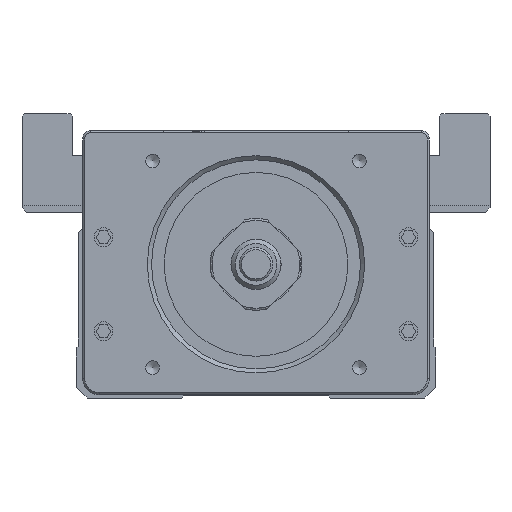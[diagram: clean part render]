
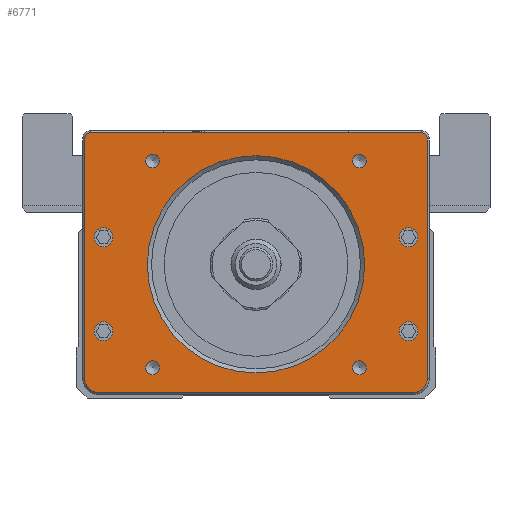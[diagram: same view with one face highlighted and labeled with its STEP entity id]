
A CAD part, front view. The second image highlights one B-rep face of the part: STEP entity #6771.
In plain terms, the highlighted planar face has unit normal (0, -1, 0).
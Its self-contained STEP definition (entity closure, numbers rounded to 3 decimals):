
#400=PLANE('',#22888);
#2632=LINE('',#32024,#4807);
#2633=LINE('',#32029,#4808);
#2634=LINE('',#32033,#4809);
#2635=LINE('',#32037,#4810);
#4807=VECTOR('',#25356,1.);
#4808=VECTOR('',#25359,1.);
#4809=VECTOR('',#25362,1.);
#4810=VECTOR('',#25365,1.);
#6771=ADVANCED_FACE('',(#8361,#8362,#8363,#8364,#8365,#8366,#8367,#8368,
#8369,#8370),#400,.F.);
#8361=FACE_BOUND('',#9171,.T.);
#8362=FACE_BOUND('',#9172,.T.);
#8363=FACE_BOUND('',#9173,.T.);
#8364=FACE_BOUND('',#9174,.T.);
#8365=FACE_BOUND('',#9175,.T.);
#8366=FACE_BOUND('',#9176,.T.);
#8367=FACE_BOUND('',#9177,.T.);
#8368=FACE_BOUND('',#9178,.T.);
#8369=FACE_BOUND('',#9179,.T.);
#8370=FACE_BOUND('',#9180,.T.);
#9171=EDGE_LOOP('',(#11295));
#9172=EDGE_LOOP('',(#11296));
#9173=EDGE_LOOP('',(#11297));
#9174=EDGE_LOOP('',(#11298));
#9175=EDGE_LOOP('',(#11299));
#9176=EDGE_LOOP('',(#11300,#11301,#11302,#11303,#11304,#11305,#11306,#11307));
#9177=EDGE_LOOP('',(#11308));
#9178=EDGE_LOOP('',(#11309));
#9179=EDGE_LOOP('',(#11310));
#9180=EDGE_LOOP('',(#11311));
#11295=ORIENTED_EDGE('',*,*,#19402,.T.);
#11296=ORIENTED_EDGE('',*,*,#19403,.T.);
#11297=ORIENTED_EDGE('',*,*,#19404,.T.);
#11298=ORIENTED_EDGE('',*,*,#19405,.T.);
#11299=ORIENTED_EDGE('',*,*,#19406,.T.);
#11300=ORIENTED_EDGE('',*,*,#19407,.T.);
#11301=ORIENTED_EDGE('',*,*,#19408,.T.);
#11302=ORIENTED_EDGE('',*,*,#19409,.T.);
#11303=ORIENTED_EDGE('',*,*,#19410,.T.);
#11304=ORIENTED_EDGE('',*,*,#19411,.T.);
#11305=ORIENTED_EDGE('',*,*,#19412,.T.);
#11306=ORIENTED_EDGE('',*,*,#19413,.T.);
#11307=ORIENTED_EDGE('',*,*,#19414,.T.);
#11308=ORIENTED_EDGE('',*,*,#19415,.T.);
#11309=ORIENTED_EDGE('',*,*,#19416,.T.);
#11310=ORIENTED_EDGE('',*,*,#19417,.T.);
#11311=ORIENTED_EDGE('',*,*,#19418,.T.);
#17223=VERTEX_POINT('',#32015);
#17224=VERTEX_POINT('',#32017);
#17225=VERTEX_POINT('',#32019);
#17226=VERTEX_POINT('',#32021);
#17227=VERTEX_POINT('',#32023);
#17228=VERTEX_POINT('',#32025);
#17229=VERTEX_POINT('',#32026);
#17230=VERTEX_POINT('',#32028);
#17231=VERTEX_POINT('',#32030);
#17232=VERTEX_POINT('',#32032);
#17233=VERTEX_POINT('',#32034);
#17234=VERTEX_POINT('',#32036);
#17235=VERTEX_POINT('',#32038);
#17236=VERTEX_POINT('',#32041);
#17237=VERTEX_POINT('',#32043);
#17238=VERTEX_POINT('',#32045);
#17239=VERTEX_POINT('',#32047);
#19402=EDGE_CURVE('',#17223,#17223,#22101,.T.);
#19403=EDGE_CURVE('',#17224,#17224,#22102,.T.);
#19404=EDGE_CURVE('',#17225,#17225,#22103,.T.);
#19405=EDGE_CURVE('',#17226,#17226,#22104,.T.);
#19406=EDGE_CURVE('',#17227,#17227,#22105,.T.);
#19407=EDGE_CURVE('',#17228,#17229,#2632,.T.);
#19408=EDGE_CURVE('',#17229,#17230,#22106,.T.);
#19409=EDGE_CURVE('',#17230,#17231,#2633,.T.);
#19410=EDGE_CURVE('',#17231,#17232,#22107,.T.);
#19411=EDGE_CURVE('',#17232,#17233,#2634,.T.);
#19412=EDGE_CURVE('',#17233,#17234,#22108,.T.);
#19413=EDGE_CURVE('',#17234,#17235,#2635,.T.);
#19414=EDGE_CURVE('',#17235,#17228,#22109,.T.);
#19415=EDGE_CURVE('',#17236,#17236,#22110,.T.);
#19416=EDGE_CURVE('',#17237,#17237,#22111,.T.);
#19417=EDGE_CURVE('',#17238,#17238,#22112,.T.);
#19418=EDGE_CURVE('',#17239,#17239,#22113,.T.);
#22101=CIRCLE('',#22875,26.);
#22102=CIRCLE('',#22876,1.65);
#22103=CIRCLE('',#22877,1.65);
#22104=CIRCLE('',#22878,1.65);
#22105=CIRCLE('',#22879,1.65);
#22106=CIRCLE('',#22880,1.5);
#22107=CIRCLE('',#22881,1.5);
#22108=CIRCLE('',#22882,3.5);
#22109=CIRCLE('',#22883,3.5);
#22110=CIRCLE('',#22884,2.25);
#22111=CIRCLE('',#22885,2.25);
#22112=CIRCLE('',#22886,2.25);
#22113=CIRCLE('',#22887,2.25);
#22875=AXIS2_PLACEMENT_3D('',#32014,#25346,#25347);
#22876=AXIS2_PLACEMENT_3D('',#32016,#25348,#25349);
#22877=AXIS2_PLACEMENT_3D('',#32018,#25350,#25351);
#22878=AXIS2_PLACEMENT_3D('',#32020,#25352,#25353);
#22879=AXIS2_PLACEMENT_3D('',#32022,#25354,#25355);
#22880=AXIS2_PLACEMENT_3D('',#32027,#25357,#25358);
#22881=AXIS2_PLACEMENT_3D('',#32031,#25360,#25361);
#22882=AXIS2_PLACEMENT_3D('',#32035,#25363,#25364);
#22883=AXIS2_PLACEMENT_3D('',#32039,#25366,#25367);
#22884=AXIS2_PLACEMENT_3D('',#32040,#25368,#25369);
#22885=AXIS2_PLACEMENT_3D('',#32042,#25370,#25371);
#22886=AXIS2_PLACEMENT_3D('',#32044,#25372,#25373);
#22887=AXIS2_PLACEMENT_3D('',#32046,#25374,#25375);
#22888=AXIS2_PLACEMENT_3D('',#32048,#25376,#25377);
#25346=DIRECTION('',(0.,1.,0.));
#25347=DIRECTION('',(0.,0.,1.));
#25348=DIRECTION('',(0.,1.,0.));
#25349=DIRECTION('',(0.,0.,1.));
#25350=DIRECTION('',(0.,1.,0.));
#25351=DIRECTION('',(0.,0.,1.));
#25352=DIRECTION('',(0.,1.,0.));
#25353=DIRECTION('',(0.,0.,1.));
#25354=DIRECTION('',(0.,1.,0.));
#25355=DIRECTION('',(0.,0.,1.));
#25356=DIRECTION('',(0.,0.,1.));
#25357=DIRECTION('',(0.,-1.,0.));
#25358=DIRECTION('',(0.,0.,1.));
#25359=DIRECTION('',(-1.,0.,0.));
#25360=DIRECTION('',(0.,-1.,0.));
#25361=DIRECTION('',(0.,0.,1.));
#25362=DIRECTION('',(0.,0.,-1.));
#25363=DIRECTION('',(0.,-1.,0.));
#25364=DIRECTION('',(0.,0.,1.));
#25365=DIRECTION('',(1.,0.,0.));
#25366=DIRECTION('',(0.,-1.,0.));
#25367=DIRECTION('',(0.,0.,1.));
#25368=DIRECTION('',(0.,1.,0.));
#25369=DIRECTION('',(0.,0.,1.));
#25370=DIRECTION('',(0.,1.,0.));
#25371=DIRECTION('',(0.,0.,1.));
#25372=DIRECTION('',(0.,1.,0.));
#25373=DIRECTION('',(0.,0.,1.));
#25374=DIRECTION('',(0.,1.,0.));
#25375=DIRECTION('',(0.,0.,1.));
#25376=DIRECTION('',(0.,1.,0.));
#25377=DIRECTION('',(0.,0.,-1.));
#32014=CARTESIAN_POINT('',(0.,-236.633,32.));
#32015=CARTESIAN_POINT('',(0.,-236.633,58.));
#32016=CARTESIAN_POINT('',(-24.749,-236.633,56.749));
#32017=CARTESIAN_POINT('',(-24.749,-236.633,58.399));
#32018=CARTESIAN_POINT('',(-24.749,-236.633,7.251));
#32019=CARTESIAN_POINT('',(-24.749,-236.633,8.901));
#32020=CARTESIAN_POINT('',(24.749,-236.633,7.251));
#32021=CARTESIAN_POINT('',(24.749,-236.633,8.901));
#32022=CARTESIAN_POINT('',(24.749,-236.633,56.749));
#32023=CARTESIAN_POINT('',(24.749,-236.633,58.399));
#32024=CARTESIAN_POINT('',(41.,-236.633,60.));
#32025=CARTESIAN_POINT('',(41.,-236.633,4.8));
#32026=CARTESIAN_POINT('',(41.,-236.633,62.));
#32027=CARTESIAN_POINT('',(39.5,-236.633,62.));
#32028=CARTESIAN_POINT('',(39.5,-236.633,63.5));
#32029=CARTESIAN_POINT('',(39.,-236.633,63.5));
#32030=CARTESIAN_POINT('',(-39.5,-236.633,63.5));
#32031=CARTESIAN_POINT('',(-39.5,-236.633,62.));
#32032=CARTESIAN_POINT('',(-41.,-236.633,62.));
#32033=CARTESIAN_POINT('',(-41.,-236.633,60.));
#32034=CARTESIAN_POINT('',(-41.,-236.633,4.8));
#32035=CARTESIAN_POINT('',(-37.5,-236.633,4.8));
#32036=CARTESIAN_POINT('',(-37.5,-236.633,1.3));
#32037=CARTESIAN_POINT('',(39.,-236.633,1.3));
#32038=CARTESIAN_POINT('',(37.5,-236.633,1.3));
#32039=CARTESIAN_POINT('',(37.5,-236.633,4.8));
#32040=CARTESIAN_POINT('',(-36.5,-236.633,38.5));
#32041=CARTESIAN_POINT('',(-36.5,-236.633,40.75));
#32042=CARTESIAN_POINT('',(-36.5,-236.633,16.));
#32043=CARTESIAN_POINT('',(-36.5,-236.633,18.25));
#32044=CARTESIAN_POINT('',(36.5,-236.633,38.5));
#32045=CARTESIAN_POINT('',(36.5,-236.633,40.75));
#32046=CARTESIAN_POINT('',(36.5,-236.633,16.));
#32047=CARTESIAN_POINT('',(36.5,-236.633,18.25));
#32048=CARTESIAN_POINT('',(39.,-236.633,60.));
